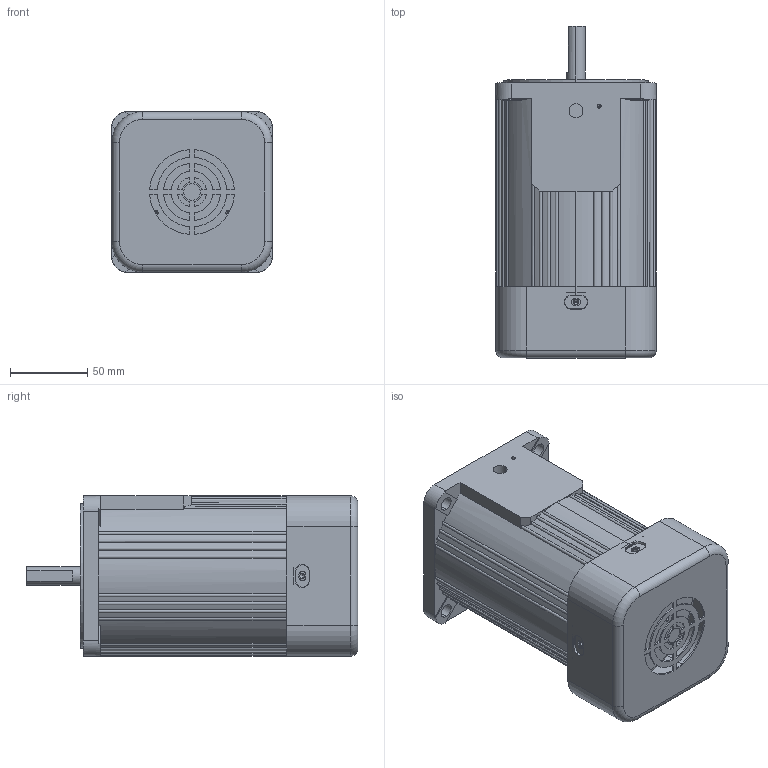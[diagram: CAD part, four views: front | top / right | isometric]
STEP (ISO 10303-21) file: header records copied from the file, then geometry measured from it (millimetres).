
FILE_DESCRIPTION (( 'STEP AP203' ), '1' );
FILE_NAME ('6IK120-250(R)A.STEP', '2020-01-10T05:05:31', ( 'Sky123.Org' ), ( 'Sky123.Org' ), 'SwSTEP 2.0', 'SolidWorks 2014', '' );
FILE_SCHEMA (( 'CONFIG_CONTROL_DESIGN' ));
Length unit declared in the file: millimetre
Products named in the file (3): 6IK120-250A; 100瑞欶; 6IK120-250(R)A
Assembly tree (2 placements, depth 2):
  6IK120-250(R)A
    6IK120-250A
    100瑞欶
Bounding box: 104 x 215 x 104 mm (x, y, z)
Volume: 1329253.4 mm3; surface area: 130798.3 mm2
Topology: 2 solids, 2 shells, 439 faces, 1138 edges, 715 vertices
Faces by surface type: cylinder 167, plane 145, torus 80, cone 47
Entity records: 14262 total; most frequent: CARTESIAN_POINT 2867, DIRECTION 2513, ORIENTED_EDGE 2256, EDGE_CURVE 1128, AXIS2_PLACEMENT_3D 1031, VERTEX_POINT 715, CIRCLE 587, EDGE_LOOP 503
